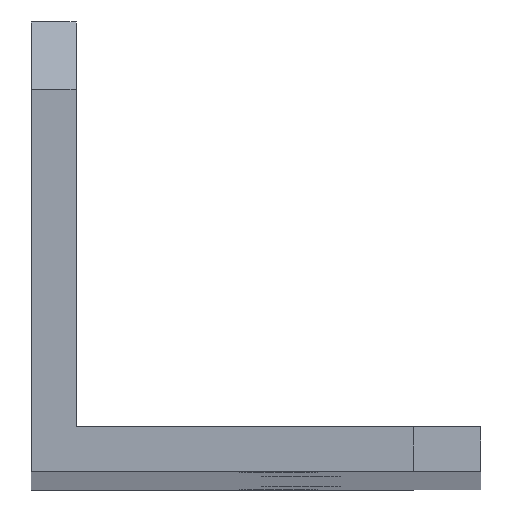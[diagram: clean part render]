
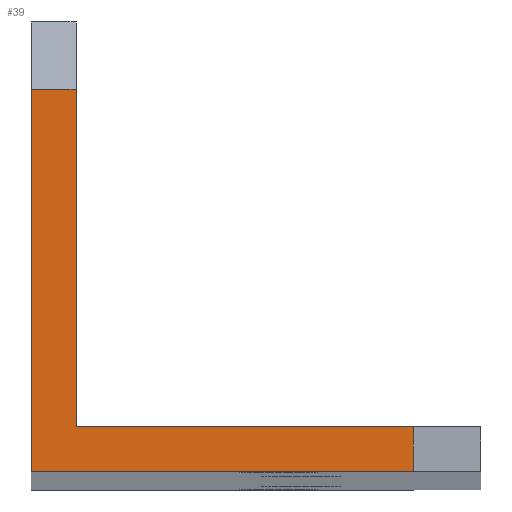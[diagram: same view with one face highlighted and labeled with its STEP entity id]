
A CAD part, top view. The second image highlights one B-rep face of the part: STEP entity #39.
In plain terms, the highlighted planar face has unit normal (0, 0, 1).
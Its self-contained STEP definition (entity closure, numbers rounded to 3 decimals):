
#1 = DIRECTION ( 'NONE',  ( 0., 1., 0. ) ) ;
#11 = ORIENTED_EDGE ( 'NONE', *, *, #423, .T. ) ;
#20 = ORIENTED_EDGE ( 'NONE', *, *, #793, .T. ) ;
#32 = VERTEX_POINT ( 'NONE', #636 ) ;
#39 = ADVANCED_FACE ( 'NONE', ( #412 ), #575, .F. ) ;
#61 = ORIENTED_EDGE ( 'NONE', *, *, #75, .T. ) ;
#75 = EDGE_CURVE ( 'NONE', #773, #32, #87, .T. ) ;
#76 = DIRECTION ( 'NONE',  ( 0., 0., -1. ) ) ;
#82 = VECTOR ( 'NONE', #1, 1000. ) ;
#86 = CARTESIAN_POINT ( 'NONE',  ( 17., 0., 235. ) ) ;
#87 = LINE ( 'NONE', #263, #664 ) ;
#93 = CARTESIAN_POINT ( 'NONE',  ( 0., 0., 235. ) ) ;
#109 = ORIENTED_EDGE ( 'NONE', *, *, #757, .T. ) ;
#110 = VERTEX_POINT ( 'NONE', #222 ) ;
#112 = LINE ( 'NONE', #430, #82 ) ;
#116 = AXIS2_PLACEMENT_3D ( 'NONE', #448, #76, #571 ) ;
#119 = VERTEX_POINT ( 'NONE', #335 ) ;
#142 = LINE ( 'NONE', #93, #427 ) ;
#147 = VERTEX_POINT ( 'NONE', #644 ) ;
#198 = LINE ( 'NONE', #86, #709 ) ;
#211 = DIRECTION ( 'NONE',  ( -1., 0., 0. ) ) ;
#222 = CARTESIAN_POINT ( 'NONE',  ( 2., 17., 235. ) ) ;
#261 = DIRECTION ( 'NONE',  ( 0., 1., 0. ) ) ;
#263 = CARTESIAN_POINT ( 'NONE',  ( 20., 2., 235. ) ) ;
#321 = EDGE_LOOP ( 'NONE', ( #20, #332, #61, #11, #109, #416 ) ) ;
#326 = EDGE_CURVE ( 'NONE', #387, #119, #758, .T. ) ;
#332 = ORIENTED_EDGE ( 'NONE', *, *, #734, .T. ) ;
#335 = CARTESIAN_POINT ( 'NONE',  ( 0., 0., 235. ) ) ;
#383 = DIRECTION ( 'NONE',  ( -1., 0., 0. ) ) ;
#387 = VERTEX_POINT ( 'NONE', #737 ) ;
#398 = LINE ( 'NONE', #510, #595 ) ;
#412 = FACE_OUTER_BOUND ( 'NONE', #321, .T. ) ;
#416 = ORIENTED_EDGE ( 'NONE', *, *, #326, .T. ) ;
#423 = EDGE_CURVE ( 'NONE', #32, #110, #112, .T. ) ;
#427 = VECTOR ( 'NONE', #772, 1000. ) ;
#430 = CARTESIAN_POINT ( 'NONE',  ( 2., 20., 235. ) ) ;
#448 = CARTESIAN_POINT ( 'NONE',  ( 0., 0., 235. ) ) ;
#475 = DIRECTION ( 'NONE',  ( 0., -1., 0. ) ) ;
#510 = CARTESIAN_POINT ( 'NONE',  ( 0., 17., 235. ) ) ;
#558 = VECTOR ( 'NONE', #475, 1000. ) ;
#566 = CARTESIAN_POINT ( 'NONE',  ( 17., 2., 235. ) ) ;
#571 = DIRECTION ( 'NONE',  ( -1., 0., 0. ) ) ;
#575 = PLANE ( 'NONE',  #116 ) ;
#595 = VECTOR ( 'NONE', #211, 1000. ) ;
#603 = CARTESIAN_POINT ( 'NONE',  ( 0., 0., 235. ) ) ;
#636 = CARTESIAN_POINT ( 'NONE',  ( 2., 2., 235. ) ) ;
#644 = CARTESIAN_POINT ( 'NONE',  ( 17., 0., 235. ) ) ;
#664 = VECTOR ( 'NONE', #383, 1000. ) ;
#709 = VECTOR ( 'NONE', #261, 1000. ) ;
#734 = EDGE_CURVE ( 'NONE', #147, #773, #198, .T. ) ;
#737 = CARTESIAN_POINT ( 'NONE',  ( 0., 17., 235. ) ) ;
#757 = EDGE_CURVE ( 'NONE', #110, #387, #398, .T. ) ;
#758 = LINE ( 'NONE', #603, #558 ) ;
#772 = DIRECTION ( 'NONE',  ( 1., 0., 0. ) ) ;
#773 = VERTEX_POINT ( 'NONE', #566 ) ;
#793 = EDGE_CURVE ( 'NONE', #119, #147, #142, .T. ) ;
